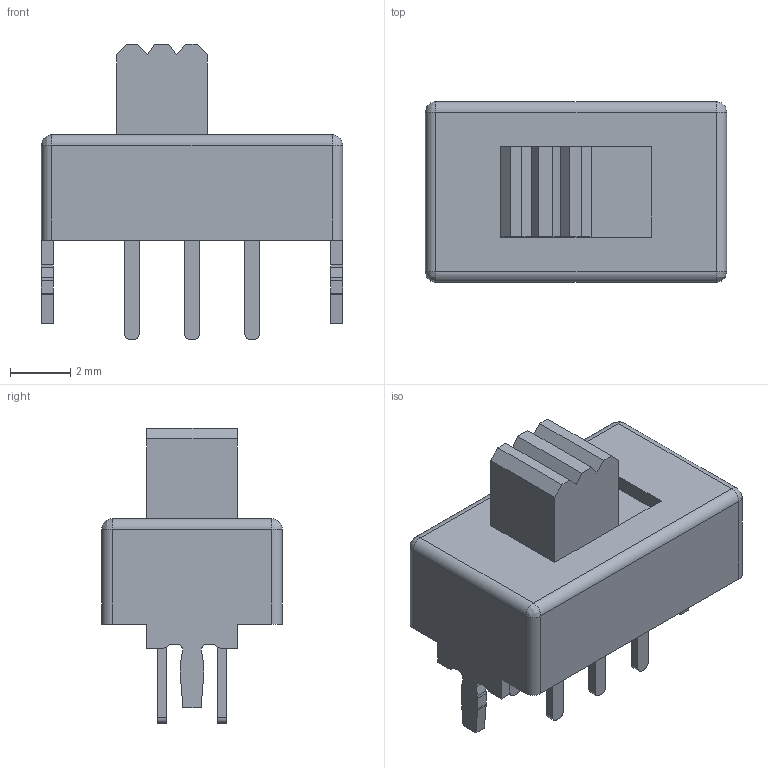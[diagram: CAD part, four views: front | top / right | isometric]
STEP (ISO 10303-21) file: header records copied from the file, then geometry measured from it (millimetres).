
FILE_DESCRIPTION (( 'STEP AP214' ), '1' );
FILE_NAME ('A90A733A-0B02-428B-8E68-6B3C142E9418.STEP', '2023-02-02T10:07:44', ( '' ), ( '' ), 'SwSTEP 2.0', 'SolidWorks 2022', '' );
FILE_SCHEMA (( 'AUTOMOTIVE_DESIGN' ));
Length unit declared in the file: millimetre
Products named in the file (1): A90A733A-0B02-428B-8E68-6B3C142E9418
Bounding box: 10 x 6 x 9.8 mm (x, y, z)
Volume: 237.8 mm3; surface area: 316.6 mm2
Topology: 1 solids, 1 shells, 129 faces, 350 edges, 226 vertices
Faces by surface type: plane 85, cylinder 40, bspline 4
Entity records: 4273 total; most frequent: CARTESIAN_POINT 762, ORIENTED_EDGE 692, DIRECTION 678, EDGE_CURVE 346, LINE 266, VECTOR 266, VERTEX_POINT 226, AXIS2_PLACEMENT_3D 206
